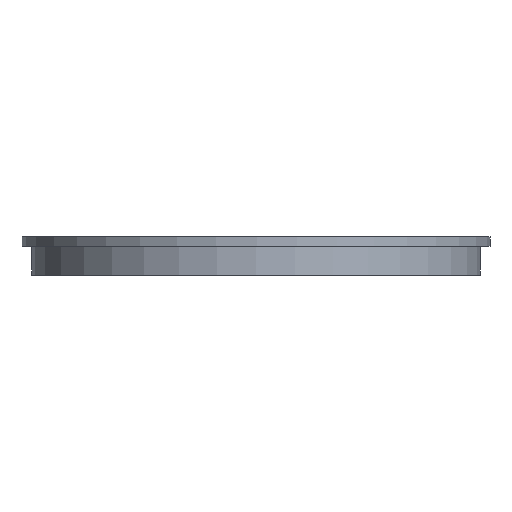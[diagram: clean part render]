
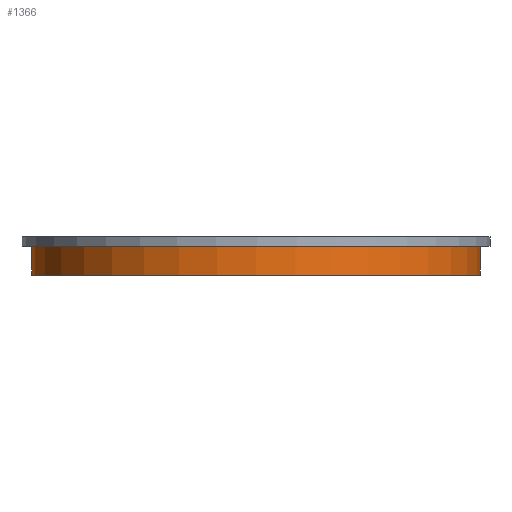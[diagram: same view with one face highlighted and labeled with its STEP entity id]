
A CAD part, front view. The second image highlights one B-rep face of the part: STEP entity #1366.
In plain terms, the highlighted cylindrical face has radius 47 mm (diameter 94 mm), a partial arc.
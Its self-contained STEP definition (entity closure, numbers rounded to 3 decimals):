
#132 = PLANE('',#133);
#133 = AXIS2_PLACEMENT_3D('',#134,#135,#136);
#134 = CARTESIAN_POINT('',(-0.008,27.419,0.));
#135 = DIRECTION('',(0.,0.,1.));
#136 = DIRECTION('',(1.,0.,0.));
#325 = VERTEX_POINT('',#326);
#326 = CARTESIAN_POINT('',(-30.094,36.102,0.));
#448 = SURFACE_OF_LINEAR_EXTRUSION('',#449,#453);
#449 = B_SPLINE_CURVE_WITH_KNOTS('',2,(#450,#451,#452),.UNSPECIFIED.,.F.
  ,.F.,(3,3),(0.,1.),.PIECEWISE_BEZIER_KNOTS.);
#450 = CARTESIAN_POINT('',(-19.285,74.205,2.));
#451 = CARTESIAN_POINT('',(1.406,59.,2.));
#452 = CARTESIAN_POINT('',(-30.094,36.102,2.));
#453 = VECTOR('',#454,1.);
#454 = DIRECTION('',(0.,0.,1.));
#940 = VERTEX_POINT('',#941);
#941 = CARTESIAN_POINT('',(30.094,36.102,0.));
#1061 = SURFACE_OF_LINEAR_EXTRUSION('',#1062,#1066);
#1062 = ( BOUNDED_CURVE() B_SPLINE_CURVE(2,(#1063,#1064,#1065),
.UNSPECIFIED.,.F.,.F.) B_SPLINE_CURVE_WITH_KNOTS((3,3),(0.,1.),
.PIECEWISE_BEZIER_KNOTS.) CURVE() GEOMETRIC_REPRESENTATION_ITEM() 
RATIONAL_B_SPLINE_CURVE((0.989,1.,1.)) REPRESENTATION_ITEM('') 
  );
#1063 = CARTESIAN_POINT('',(19.971,74.74,2.));
#1064 = CARTESIAN_POINT('',(-1.406,59.,2.));
#1065 = CARTESIAN_POINT('',(30.094,36.102,2.));
#1066 = VECTOR('',#1067,1.);
#1067 = DIRECTION('',(0.,0.,1.));
#1128 = EDGE_CURVE('',#325,#940,#1129,.T.);
#1129 = SURFACE_CURVE('',#1130,(#1135,#1142),.PCURVE_S1.);
#1130 = CIRCLE('',#1131,47.);
#1131 = AXIS2_PLACEMENT_3D('',#1132,#1133,#1134);
#1132 = CARTESIAN_POINT('',(0.,0.,0.));
#1133 = DIRECTION('',(0.,0.,1.));
#1134 = DIRECTION('',(1.,0.,0.));
#1135 = PCURVE('',#132,#1136);
#1136 = DEFINITIONAL_REPRESENTATION('',(#1137),#1141);
#1137 = CIRCLE('',#1138,47.);
#1138 = AXIS2_PLACEMENT_2D('',#1139,#1140);
#1139 = CARTESIAN_POINT('',(0.008,-27.419));
#1140 = DIRECTION('',(1.,0.));
#1141 = ( GEOMETRIC_REPRESENTATION_CONTEXT(2) 
PARAMETRIC_REPRESENTATION_CONTEXT() REPRESENTATION_CONTEXT('2D SPACE',''
  ) );
#1142 = PCURVE('',#1143,#1148);
#1143 = CYLINDRICAL_SURFACE('',#1144,47.);
#1144 = AXIS2_PLACEMENT_3D('',#1145,#1146,#1147);
#1145 = CARTESIAN_POINT('',(0.,0.,2.));
#1146 = DIRECTION('',(0.,0.,1.));
#1147 = DIRECTION('',(1.,0.,0.));
#1148 = DEFINITIONAL_REPRESENTATION('',(#1149),#1153);
#1149 = LINE('',#1150,#1151);
#1150 = CARTESIAN_POINT('',(0.,-2.));
#1151 = VECTOR('',#1152,1.);
#1152 = DIRECTION('',(1.,0.));
#1153 = ( GEOMETRIC_REPRESENTATION_CONTEXT(2) 
PARAMETRIC_REPRESENTATION_CONTEXT() REPRESENTATION_CONTEXT('2D SPACE',''
  ) );
#1319 = VERTEX_POINT('',#1320);
#1320 = CARTESIAN_POINT('',(-30.094,36.102,-6.));
#1334 = PLANE('',#1335);
#1335 = AXIS2_PLACEMENT_3D('',#1336,#1337,#1338);
#1336 = CARTESIAN_POINT('',(0.016,27.528,-6.));
#1337 = DIRECTION('',(0.,0.,1.));
#1338 = DIRECTION('',(1.,0.,0.));
#1346 = EDGE_CURVE('',#325,#1319,#1347,.T.);
#1347 = SURFACE_CURVE('',#1348,(#1352,#1359),.PCURVE_S1.);
#1348 = LINE('',#1349,#1350);
#1349 = CARTESIAN_POINT('',(-30.094,36.102,2.));
#1350 = VECTOR('',#1351,1.);
#1351 = DIRECTION('',(-0.,-0.,-1.));
#1352 = PCURVE('',#448,#1353);
#1353 = DEFINITIONAL_REPRESENTATION('',(#1354),#1358);
#1354 = LINE('',#1355,#1356);
#1355 = CARTESIAN_POINT('',(1.,0.));
#1356 = VECTOR('',#1357,1.);
#1357 = DIRECTION('',(0.,-1.));
#1358 = ( GEOMETRIC_REPRESENTATION_CONTEXT(2) 
PARAMETRIC_REPRESENTATION_CONTEXT() REPRESENTATION_CONTEXT('2D SPACE',''
  ) );
#1359 = PCURVE('',#1143,#1360);
#1360 = DEFINITIONAL_REPRESENTATION('',(#1361),#1365);
#1361 = LINE('',#1362,#1363);
#1362 = CARTESIAN_POINT('',(2.266,0.));
#1363 = VECTOR('',#1364,1.);
#1364 = DIRECTION('',(0.,-1.));
#1365 = ( GEOMETRIC_REPRESENTATION_CONTEXT(2) 
PARAMETRIC_REPRESENTATION_CONTEXT() REPRESENTATION_CONTEXT('2D SPACE',''
  ) );
#1366 = ADVANCED_FACE('',(#1367),#1143,.T.);
#1367 = FACE_BOUND('',#1368,.T.);
#1368 = EDGE_LOOP('',(#1369,#1370,#1371,#1395));
#1369 = ORIENTED_EDGE('',*,*,#1128,.F.);
#1370 = ORIENTED_EDGE('',*,*,#1346,.T.);
#1371 = ORIENTED_EDGE('',*,*,#1372,.T.);
#1372 = EDGE_CURVE('',#1319,#1373,#1375,.T.);
#1373 = VERTEX_POINT('',#1374);
#1374 = CARTESIAN_POINT('',(30.094,36.102,-6.));
#1375 = SURFACE_CURVE('',#1376,(#1381,#1388),.PCURVE_S1.);
#1376 = CIRCLE('',#1377,47.);
#1377 = AXIS2_PLACEMENT_3D('',#1378,#1379,#1380);
#1378 = CARTESIAN_POINT('',(0.,0.,-6.));
#1379 = DIRECTION('',(0.,0.,1.));
#1380 = DIRECTION('',(1.,0.,0.));
#1381 = PCURVE('',#1143,#1382);
#1382 = DEFINITIONAL_REPRESENTATION('',(#1383),#1387);
#1383 = LINE('',#1384,#1385);
#1384 = CARTESIAN_POINT('',(0.,-8.));
#1385 = VECTOR('',#1386,1.);
#1386 = DIRECTION('',(1.,0.));
#1387 = ( GEOMETRIC_REPRESENTATION_CONTEXT(2) 
PARAMETRIC_REPRESENTATION_CONTEXT() REPRESENTATION_CONTEXT('2D SPACE',''
  ) );
#1388 = PCURVE('',#1334,#1389);
#1389 = DEFINITIONAL_REPRESENTATION('',(#1390),#1394);
#1390 = CIRCLE('',#1391,47.);
#1391 = AXIS2_PLACEMENT_2D('',#1392,#1393);
#1392 = CARTESIAN_POINT('',(-0.016,-27.528));
#1393 = DIRECTION('',(1.,0.));
#1394 = ( GEOMETRIC_REPRESENTATION_CONTEXT(2) 
PARAMETRIC_REPRESENTATION_CONTEXT() REPRESENTATION_CONTEXT('2D SPACE',''
  ) );
#1395 = ORIENTED_EDGE('',*,*,#1396,.F.);
#1396 = EDGE_CURVE('',#940,#1373,#1397,.T.);
#1397 = SURFACE_CURVE('',#1398,(#1402,#1409),.PCURVE_S1.);
#1398 = LINE('',#1399,#1400);
#1399 = CARTESIAN_POINT('',(30.094,36.102,2.));
#1400 = VECTOR('',#1401,1.);
#1401 = DIRECTION('',(-0.,-0.,-1.));
#1402 = PCURVE('',#1143,#1403);
#1403 = DEFINITIONAL_REPRESENTATION('',(#1404),#1408);
#1404 = LINE('',#1405,#1406);
#1405 = CARTESIAN_POINT('',(7.159,0.));
#1406 = VECTOR('',#1407,1.);
#1407 = DIRECTION('',(0.,-1.));
#1408 = ( GEOMETRIC_REPRESENTATION_CONTEXT(2) 
PARAMETRIC_REPRESENTATION_CONTEXT() REPRESENTATION_CONTEXT('2D SPACE',''
  ) );
#1409 = PCURVE('',#1061,#1410);
#1410 = DEFINITIONAL_REPRESENTATION('',(#1411),#1415);
#1411 = LINE('',#1412,#1413);
#1412 = CARTESIAN_POINT('',(1.,0.));
#1413 = VECTOR('',#1414,1.);
#1414 = DIRECTION('',(0.,-1.));
#1415 = ( GEOMETRIC_REPRESENTATION_CONTEXT(2) 
PARAMETRIC_REPRESENTATION_CONTEXT() REPRESENTATION_CONTEXT('2D SPACE',''
  ) );
